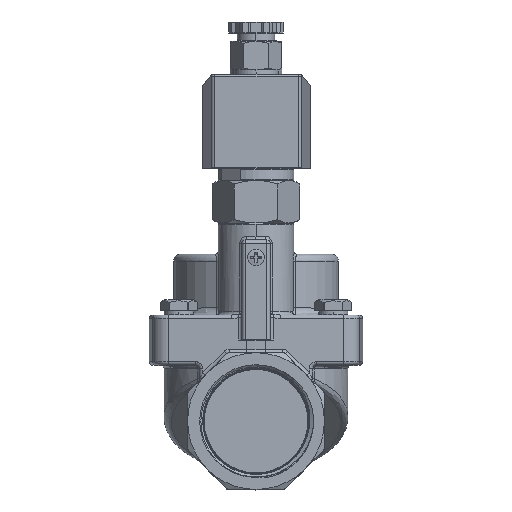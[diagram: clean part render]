
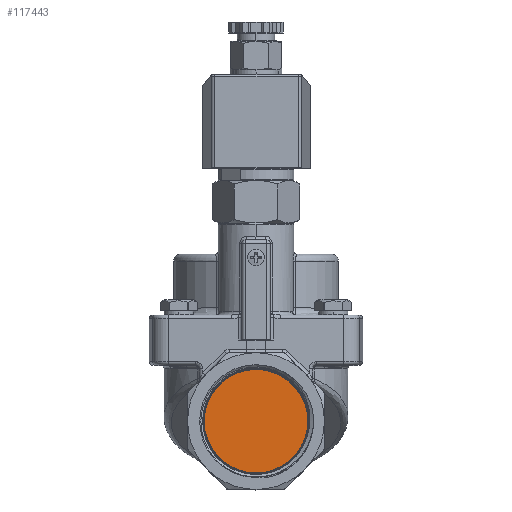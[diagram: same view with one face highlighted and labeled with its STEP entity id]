
A CAD part, top view. The second image highlights one B-rep face of the part: STEP entity #117443.
In plain terms, the highlighted planar face has unit normal (0, 0, 1).
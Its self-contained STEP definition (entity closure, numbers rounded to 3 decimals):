
#324 = CARTESIAN_POINT ( 'NONE',  ( 19.499, 39.136, 38. ) ) ;
#889 = CARTESIAN_POINT ( 'NONE',  ( 21.586, 22.78, 38. ) ) ;
#1466 = CARTESIAN_POINT ( 'NONE',  ( 10.705, 8.707, 38. ) ) ;
#2038 = CARTESIAN_POINT ( 'NONE',  ( -8.353, 7.087, 38. ) ) ;
#2423 = CARTESIAN_POINT ( 'NONE',  ( -20.913, 17.863, 38. ) ) ;
#9993 = CARTESIAN_POINT ( 'NONE',  ( 0., 29., 38. ) ) ;
#13633 = CARTESIAN_POINT ( 'NONE',  ( 20.436, 37.238, 38. ) ) ;
#14217 = CARTESIAN_POINT ( 'NONE',  ( 20.416, 19.486, 38. ) ) ;
#14770 = CARTESIAN_POINT ( 'NONE',  ( 8.153, 7.509, 38. ) ) ;
#15338 = CARTESIAN_POINT ( 'NONE',  ( -11.542, 8.52, 38. ) ) ;
#15731 = CARTESIAN_POINT ( 'NONE',  ( -21.722, 19.613, 38. ) ) ;
#18814 = CARTESIAN_POINT ( 'NONE',  ( -17.673, 13.217, 38. ) ) ;
#22199 = PLANE ( 'NONE',  #159325 ) ;
#22783 = CARTESIAN_POINT ( 'NONE',  ( 0., 29., 38. ) ) ;
#23350 = DIRECTION ( 'NONE',  ( 1., 0., 0. ) ) ;
#24546 = VECTOR ( 'NONE', #159840, 1000. ) ;
#25558 = VERTEX_POINT ( 'NONE', #72912 ) ;
#25872 = CARTESIAN_POINT ( 'NONE',  ( 19.145, 39.751, 38. ) ) ;
#27016 = CARTESIAN_POINT ( 'NONE',  ( 21.604, 33.942, 38. ) ) ;
#27589 = CARTESIAN_POINT ( 'NONE',  ( 19.485, 17.592, 38. ) ) ;
#27726 = CARTESIAN_POINT ( 'NONE',  ( -20.024, 16.192, 38. ) ) ;
#28157 = CARTESIAN_POINT ( 'NONE',  ( 6.163, 6.8, 38. ) ) ;
#28733 = CARTESIAN_POINT ( 'NONE',  ( -13.355, 9.589, 38. ) ) ;
#29139 = CARTESIAN_POINT ( 'NONE',  ( -22.634, 22.36, 38. ) ) ;
#32241 = VERTEX_POINT ( 'NONE', #96561 ) ;
#32734 = B_SPLINE_CURVE_WITH_KNOTS ( 'NONE', 3,
 ( #159156, #25872, #324, #93190, #13633, #106483, #27016, #119823, #40287, #133099, #53682, #146432, #67029, #159712, #80383, #889, #93777, #14217, #107056, #27589, #120417, #40871, #133664, #54250, #146991, #67598, #160282, #80948, #1466, #94333, #14770, #107638, #28157, #120979, #41439, #134223, #54823, #147561, #68172, #160858, #81518, #2038, #94889, #15338, #108201, #28733, #121537, #41998, #134804, #55398 ),
 .UNSPECIFIED., .F., .F.,
 ( 4, 2, 2, 2, 2, 2, 2, 2, 2, 2, 2, 2, 2, 2, 2, 2, 2, 2, 2, 2, 2, 2, 2, 2, 4 ),
 ( 0.003, 0.005, 0.007, 0.011, 0.013, 0.015, 0.017, 0.02, 0.024, 0.026, 0.028, 0.032, 0.034, 0.036, 0.041, 0.043, 0.045, 0.049, 0.051, 0.053, 0.058, 0.062, 0.064, 0.066, 0.07 ),
 .UNSPECIFIED. ) ;
#33757 = B_SPLINE_CURVE_WITH_KNOTS ( 'NONE', 3,
 ( #67155, #52638, #27726, #120533 ),
 .UNSPECIFIED., .F., .F.,
 ( 4, 4 ),
 ( 0., 0.006 ),
 .UNSPECIFIED. ) ;
#34566 = FACE_OUTER_BOUND ( 'NONE', #93642, .T. ) ;
#38421 = DIRECTION ( 'NONE',  ( 1., 0., 0. ) ) ;
#40287 = CARTESIAN_POINT ( 'NONE',  ( 22.1, 31.159, 38. ) ) ;
#40871 = CARTESIAN_POINT ( 'NONE',  ( 18.001, 15.192, 38. ) ) ;
#41439 = CARTESIAN_POINT ( 'NONE',  ( 2.76, 6.002, 38. ) ) ;
#41998 = CARTESIAN_POINT ( 'NONE',  ( -15.649, 11.247, 38. ) ) ;
#42399 = CARTESIAN_POINT ( 'NONE',  ( -23.442, 27.068, 38. ) ) ;
#42550 = VERTEX_POINT ( 'NONE', #78628 ) ;
#52638 = CARTESIAN_POINT ( 'NONE',  ( -18.933, 14.629, 38. ) ) ;
#53682 = CARTESIAN_POINT ( 'NONE',  ( 22.261, 29.059, 38. ) ) ;
#53811 = CARTESIAN_POINT ( 'NONE',  ( 0.759, 29., 38. ) ) ;
#54250 = CARTESIAN_POINT ( 'NONE',  ( 15.709, 12.55, 38. ) ) ;
#54823 = CARTESIAN_POINT ( 'NONE',  ( -0.059, 5.797, 38. ) ) ;
#55398 = CARTESIAN_POINT ( 'NONE',  ( -17.673, 13.217, 38. ) ) ;
#59053 = EDGE_CURVE ( 'NONE', #25558, #42550, #165579, .T. ) ;
#59083 = EDGE_CURVE ( 'NONE', #167003, #32241, #33757, .T. ) ;
#67029 = CARTESIAN_POINT ( 'NONE',  ( 22.224, 26.962, 38. ) ) ;
#67155 = CARTESIAN_POINT ( 'NONE',  ( -17.673, 13.217, 38. ) ) ;
#67598 = CARTESIAN_POINT ( 'NONE',  ( 14.146, 11.117, 38. ) ) ;
#68172 = CARTESIAN_POINT ( 'NONE',  ( -2.164, 5.844, 38. ) ) ;
#72912 = CARTESIAN_POINT ( 'NONE',  ( -23.391, 29., 38. ) ) ;
#78628 = CARTESIAN_POINT ( 'NONE',  ( -21.927, 29., 38. ) ) ;
#79844 = ORIENTED_EDGE ( 'NONE', *, *, #59053, .F. ) ;
#80383 = CARTESIAN_POINT ( 'NONE',  ( 21.989, 24.865, 38. ) ) ;
#80948 = CARTESIAN_POINT ( 'NONE',  ( 11.903, 9.428, 38. ) ) ;
#81518 = CARTESIAN_POINT ( 'NONE',  ( -5.628, 6.308, 38. ) ) ;
#82998 = EDGE_CURVE ( 'NONE', #90387, #167003, #32734, .T. ) ;
#90387 = VERTEX_POINT ( 'NONE', #146839 ) ;
#93190 = CARTESIAN_POINT ( 'NONE',  ( 20.146, 37.878, 38. ) ) ;
#93642 = EDGE_LOOP ( 'NONE', ( #147921, #79844, #171246, #113412, #105274 ) ) ;
#93777 = CARTESIAN_POINT ( 'NONE',  ( 21.191, 21.436, 38. ) ) ;
#94333 = CARTESIAN_POINT ( 'NONE',  ( 8.806, 7.789, 38. ) ) ;
#94889 = CARTESIAN_POINT ( 'NONE',  ( -9.661, 7.593, 38. ) ) ;
#95290 = CARTESIAN_POINT ( 'NONE',  ( -21.345, 18.727, 38. ) ) ;
#96561 = CARTESIAN_POINT ( 'NONE',  ( -20.913, 17.863, 38. ) ) ;
#97251 = AXIS2_PLACEMENT_3D ( 'NONE', #22783, #115591, #38421 ) ;
#97499 = EDGE_CURVE ( 'NONE', #90387, #42550, #114533, .T. ) ;
#102854 = DIRECTION ( 'NONE',  ( 0., 0., 1. ) ) ;
#105274 = ORIENTED_EDGE ( 'NONE', *, *, #82998, .F. ) ;
#106412 = EDGE_CURVE ( 'NONE', #32241, #25558, #164548, .T. ) ;
#106483 = CARTESIAN_POINT ( 'NONE',  ( 21.212, 35.286, 38. ) ) ;
#107056 = CARTESIAN_POINT ( 'NONE',  ( 20.126, 18.847, 38. ) ) ;
#107638 = CARTESIAN_POINT ( 'NONE',  ( 6.831, 7.015, 38. ) ) ;
#108201 = CARTESIAN_POINT ( 'NONE',  ( -12.155, 8.858, 38. ) ) ;
#108600 = CARTESIAN_POINT ( 'NONE',  ( -22.366, 21.428, 38. ) ) ;
#113412 = ORIENTED_EDGE ( 'NONE', *, *, #59083, .F. ) ;
#114533 = CIRCLE ( 'NONE', #97251, 21.927 ) ;
#115591 = DIRECTION ( 'NONE',  ( 0., 0., 1. ) ) ;
#117443 = ADVANCED_FACE ( 'NONE', ( #34566 ), #22199, .T. ) ;
#119823 = CARTESIAN_POINT ( 'NONE',  ( 22., 31.863, 38. ) ) ;
#120417 = CARTESIAN_POINT ( 'NONE',  ( 19.132, 16.974, 38. ) ) ;
#120533 = CARTESIAN_POINT ( 'NONE',  ( -20.913, 17.863, 38. ) ) ;
#120979 = CARTESIAN_POINT ( 'NONE',  ( 4.138, 6.248, 38. ) ) ;
#121537 = CARTESIAN_POINT ( 'NONE',  ( -13.943, 9.985, 38. ) ) ;
#121936 = CARTESIAN_POINT ( 'NONE',  ( -23.256, 25.167, 38. ) ) ;
#133099 = CARTESIAN_POINT ( 'NONE',  ( 22.23, 29.759, 38. ) ) ;
#133664 = CARTESIAN_POINT ( 'NONE',  ( 17.144, 14.086, 38. ) ) ;
#134223 = CARTESIAN_POINT ( 'NONE',  ( 0.651, 5.824, 38. ) ) ;
#134804 = CARTESIAN_POINT ( 'NONE',  ( -16.702, 12.184, 38. ) ) ;
#135195 = CARTESIAN_POINT ( 'NONE',  ( -23.391, 29., 38. ) ) ;
#146432 = CARTESIAN_POINT ( 'NONE',  ( 22.258, 27.661, 38. ) ) ;
#146839 = CARTESIAN_POINT ( 'NONE',  ( 18.764, 40.345, 38. ) ) ;
#146991 = CARTESIAN_POINT ( 'NONE',  ( 15.205, 12.058, 38. ) ) ;
#147561 = CARTESIAN_POINT ( 'NONE',  ( -1.464, 5.807, 38. ) ) ;
#147921 = ORIENTED_EDGE ( 'NONE', *, *, #97499, .T. ) ;
#159156 = CARTESIAN_POINT ( 'NONE',  ( 18.764, 40.345, 38. ) ) ;
#159325 = AXIS2_PLACEMENT_3D ( 'NONE', #9993, #102854, #23350 ) ;
#159712 = CARTESIAN_POINT ( 'NONE',  ( 22.09, 25.565, 38. ) ) ;
#159840 = DIRECTION ( 'NONE',  ( 1., 0., 0. ) ) ;
#160282 = CARTESIAN_POINT ( 'NONE',  ( 13.598, 10.673, 38. ) ) ;
#160858 = CARTESIAN_POINT ( 'NONE',  ( -4.251, 6.048, 38. ) ) ;
#164548 = B_SPLINE_CURVE_WITH_KNOTS ( 'NONE', 3,
 ( #2423, #95290, #15731, #108600, #29139, #121936, #42399, #135195 ),
 .UNSPECIFIED., .F., .F.,
 ( 4, 2, 2, 4 ),
 ( 0., 0.003, 0.006, 0.012 ),
 .UNSPECIFIED. ) ;
#165579 = LINE ( 'NONE', #53811, #24546 ) ;
#167003 = VERTEX_POINT ( 'NONE', #18814 ) ;
#171246 = ORIENTED_EDGE ( 'NONE', *, *, #106412, .F. ) ;
